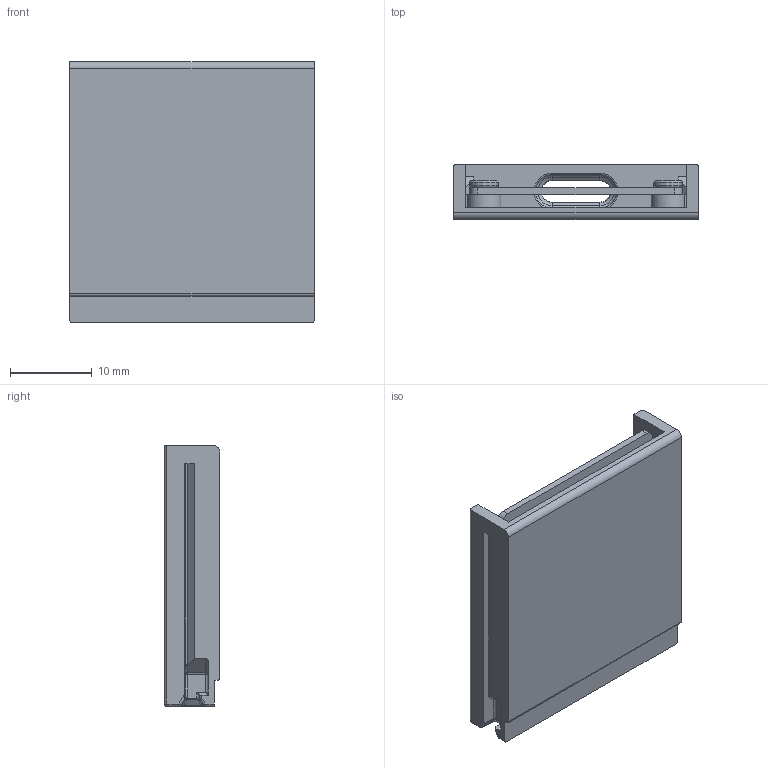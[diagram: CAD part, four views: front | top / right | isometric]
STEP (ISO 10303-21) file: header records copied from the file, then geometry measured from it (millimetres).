
FILE_DESCRIPTION((''),'2;1');
FILE_NAME('FW_EXC_3PARTY_WO_LID_ASM_ST2_ASM','2021-04-08T09:31:36',('Alfie Lin'),(''),'CREO PARAMETRIC BY PTC INC, 2018020','CREO PARAMETRIC BY PTC INC, 2018020','');
FILE_SCHEMA(('CONFIG_CONTROL_DESIGN'));
Length unit declared in the file: millimetre
Products named in the file (11): COMPOUND_1; OPEN_CASCADE_STEP_TRANSLATOR_6__ASM; MICROCONTROLLER-PCBA_ASM_4_ASM__ASM; FW_EXP_MCU_ASM_1_ASM_1_ASM; FW_EXP_1USBC_FRAME_CLIP_BC_229_; FW_EXP_1USBC_FRAME_CLIP_BC_ASSY_ASM; STAR_SCREW_M2X3L_298_1; FW_EXP_1USBC_CLIP_BC_MAIN_ASSY__ASM; REF_C_ASM_1_ASM; FW_EXC_3PARTY_WO_LID_ASM_1_ASM; FW_EXC_3PARTY_WO_LID_ASM_ST2_ASM
Assembly tree (11 placements, depth 6):
  FW_EXC_3PARTY_WO_LID_ASM_ST2_ASM
    FW_EXC_3PARTY_WO_LID_ASM_1_ASM
      FW_EXP_MCU_ASM_1_ASM_1_ASM
        MICROCONTROLLER-PCBA_ASM_4_ASM__ASM
          OPEN_CASCADE_STEP_TRANSLATOR_6__ASM
            COMPOUND_1
      REF_C_ASM_1_ASM
        FW_EXP_1USBC_CLIP_BC_MAIN_ASSY__ASM
          FW_EXP_1USBC_FRAME_CLIP_BC_ASSY_ASM
            FW_EXP_1USBC_FRAME_CLIP_BC_229_
          STAR_SCREW_M2X3L_298_1  x2
Bounding box: 30 x 6.8 x 32 mm (x, y, z)
Volume: 2628.2 mm3; surface area: 4862.7 mm2
Topology: 4 solids, 4 shells, 275 faces, 787 edges, 514 vertices
Faces by surface type: cylinder 123, plane 98, bspline 18, torus 16, sphere 12, cone 8
Entity records: 9282 total; most frequent: CARTESIAN_POINT 2545, DIRECTION 1423, ORIENTED_EDGE 1382, EDGE_CURVE 691, AXIS2_PLACEMENT_3D 531, VERTEX_POINT 450, VECTOR 361, LINE 361
